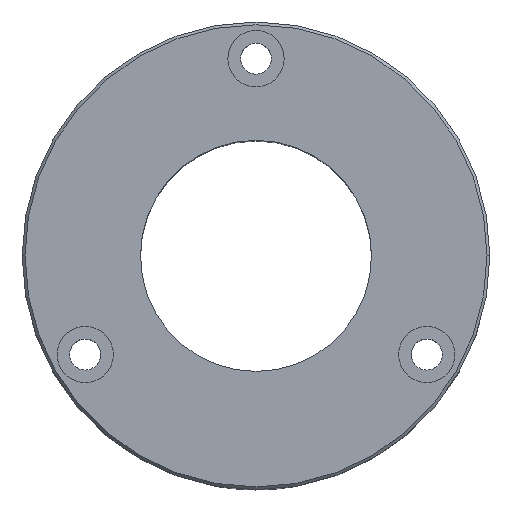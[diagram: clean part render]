
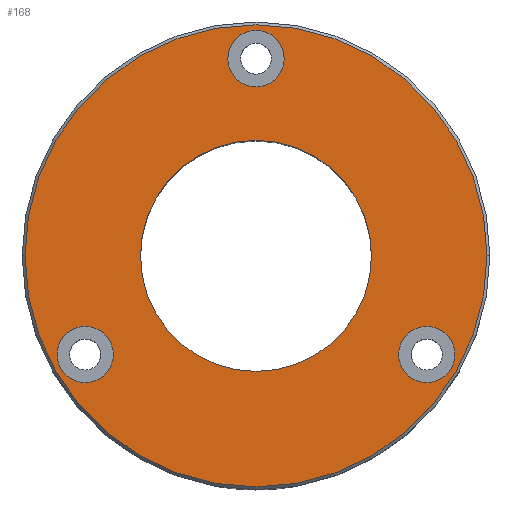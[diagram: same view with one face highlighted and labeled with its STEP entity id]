
A CAD part, top view. The second image highlights one B-rep face of the part: STEP entity #168.
In plain terms, the highlighted planar face has unit normal (0, 0, 1).
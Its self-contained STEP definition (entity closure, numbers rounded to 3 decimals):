
#20 = DIRECTION ( 'NONE',  ( 1., 0., 0. ) ) ;
#34 = DIRECTION ( 'NONE',  ( -1., 0., 0. ) ) ;
#47 = VERTEX_POINT ( 'NONE', #651 ) ;
#50 = EDGE_CURVE ( 'NONE', #47, #700, #1192, .T. ) ;
#62 = AXIS2_PLACEMENT_3D ( 'NONE', #245, #1030, #1120 ) ;
#74 = FACE_OUTER_BOUND ( 'NONE', #768, .T. ) ;
#93 = DIRECTION ( 'NONE',  ( 1., 0., 0. ) ) ;
#107 = VERTEX_POINT ( 'NONE', #852 ) ;
#117 = CARTESIAN_POINT ( 'NONE',  ( 35.311, -17.5, 0. ) ) ;
#118 = ORIENTED_EDGE ( 'NONE', *, *, #50, .T. ) ;
#147 = EDGE_LOOP ( 'NONE', ( #1111, #665 ) ) ;
#168 = ADVANCED_FACE ( 'NONE', ( #935, #673, #196, #758, #74 ), #1045, .T. ) ;
#172 = DIRECTION ( 'NONE',  ( 1., 0., 0. ) ) ;
#179 = CARTESIAN_POINT ( 'NONE',  ( 41., 0., 0. ) ) ;
#196 = FACE_BOUND ( 'NONE', #988, .T. ) ;
#201 = VERTEX_POINT ( 'NONE', #788 ) ;
#210 = AXIS2_PLACEMENT_3D ( 'NONE', #706, #823, #34 ) ;
#220 = EDGE_CURVE ( 'NONE', #1024, #724, #557, .T. ) ;
#228 = CARTESIAN_POINT ( 'NONE',  ( 0., 0., 0. ) ) ;
#229 = CIRCLE ( 'NONE', #1252, 5. ) ;
#231 = EDGE_LOOP ( 'NONE', ( #876, #979 ) ) ;
#233 = DIRECTION ( 'NONE',  ( 1., 0., 0. ) ) ;
#245 = CARTESIAN_POINT ( 'NONE',  ( 0., 0., 0. ) ) ;
#255 = CARTESIAN_POINT ( 'NONE',  ( 20.5, 0., 0. ) ) ;
#282 = EDGE_CURVE ( 'NONE', #567, #201, #229, .T. ) ;
#304 = DIRECTION ( 'NONE',  ( 1., 0., 0. ) ) ;
#329 = CIRCLE ( 'NONE', #816, 5. ) ;
#345 = CARTESIAN_POINT ( 'NONE',  ( 0., 35., 0. ) ) ;
#347 = DIRECTION ( 'NONE',  ( 0., 0., 1. ) ) ;
#371 = AXIS2_PLACEMENT_3D ( 'NONE', #345, #1083, #417 ) ;
#376 = AXIS2_PLACEMENT_3D ( 'NONE', #905, #347, #1108 ) ;
#384 = CARTESIAN_POINT ( 'NONE',  ( 0., 0., 0. ) ) ;
#391 = AXIS2_PLACEMENT_3D ( 'NONE', #384, #1149, #1220 ) ;
#393 = CARTESIAN_POINT ( 'NONE',  ( 25.311, -17.5, 0. ) ) ;
#417 = DIRECTION ( 'NONE',  ( 1., 0., 0. ) ) ;
#421 = DIRECTION ( 'NONE',  ( 0., 0., -1. ) ) ;
#442 = VERTEX_POINT ( 'NONE', #941 ) ;
#502 = CARTESIAN_POINT ( 'NONE',  ( 5., 35., 0. ) ) ;
#508 = DIRECTION ( 'NONE',  ( 0., 0., 1. ) ) ;
#544 = CARTESIAN_POINT ( 'NONE',  ( 0., 35., 0. ) ) ;
#557 = CIRCLE ( 'NONE', #1148, 5. ) ;
#567 = VERTEX_POINT ( 'NONE', #502 ) ;
#571 = EDGE_CURVE ( 'NONE', #647, #107, #1029, .T. ) ;
#576 = EDGE_CURVE ( 'NONE', #201, #567, #1094, .T. ) ;
#647 = VERTEX_POINT ( 'NONE', #255 ) ;
#651 = CARTESIAN_POINT ( 'NONE',  ( -41., 0., 0. ) ) ;
#665 = ORIENTED_EDGE ( 'NONE', *, *, #571, .T. ) ;
#671 = CARTESIAN_POINT ( 'NONE',  ( 30.311, -17.5, 0. ) ) ;
#673 = FACE_BOUND ( 'NONE', #231, .T. ) ;
#700 = VERTEX_POINT ( 'NONE', #179 ) ;
#706 = CARTESIAN_POINT ( 'NONE',  ( 0., 0., 0. ) ) ;
#715 = AXIS2_PLACEMENT_3D ( 'NONE', #228, #421, #806 ) ;
#720 = EDGE_CURVE ( 'NONE', #826, #442, #973, .T. ) ;
#724 = VERTEX_POINT ( 'NONE', #393 ) ;
#758 = FACE_BOUND ( 'NONE', #147, .T. ) ;
#768 = EDGE_LOOP ( 'NONE', ( #118, #966 ) ) ;
#771 = EDGE_LOOP ( 'NONE', ( #777, #1158 ) ) ;
#777 = ORIENTED_EDGE ( 'NONE', *, *, #720, .F. ) ;
#780 = DIRECTION ( 'NONE',  ( 0., 0., 1. ) ) ;
#788 = CARTESIAN_POINT ( 'NONE',  ( -5., 35., 0. ) ) ;
#806 = DIRECTION ( 'NONE',  ( -1., 0., 0. ) ) ;
#816 = AXIS2_PLACEMENT_3D ( 'NONE', #903, #780, #304 ) ;
#823 = DIRECTION ( 'NONE',  ( 0., 0., -1. ) ) ;
#826 = VERTEX_POINT ( 'NONE', #1099 ) ;
#850 = EDGE_CURVE ( 'NONE', #724, #1024, #892, .T. ) ;
#852 = CARTESIAN_POINT ( 'NONE',  ( -20.5, 0., 0. ) ) ;
#856 = CIRCLE ( 'NONE', #62, 41. ) ;
#857 = CARTESIAN_POINT ( 'NONE',  ( -30.311, -17.5, 0. ) ) ;
#876 = ORIENTED_EDGE ( 'NONE', *, *, #220, .F. ) ;
#892 = CIRCLE ( 'NONE', #1035, 5. ) ;
#903 = CARTESIAN_POINT ( 'NONE',  ( -30.311, -17.5, 0. ) ) ;
#905 = CARTESIAN_POINT ( 'NONE',  ( 0., 0., 0. ) ) ;
#933 = ORIENTED_EDGE ( 'NONE', *, *, #282, .F. ) ;
#935 = FACE_BOUND ( 'NONE', #771, .T. ) ;
#941 = CARTESIAN_POINT ( 'NONE',  ( -35.311, -17.5, 0. ) ) ;
#955 = AXIS2_PLACEMENT_3D ( 'NONE', #857, #1140, #93 ) ;
#962 = EDGE_CURVE ( 'NONE', #700, #47, #856, .T. ) ;
#966 = ORIENTED_EDGE ( 'NONE', *, *, #962, .T. ) ;
#973 = CIRCLE ( 'NONE', #955, 5. ) ;
#978 = DIRECTION ( 'NONE',  ( 0., 0., 1. ) ) ;
#979 = ORIENTED_EDGE ( 'NONE', *, *, #850, .F. ) ;
#988 = EDGE_LOOP ( 'NONE', ( #933, #1006 ) ) ;
#1006 = ORIENTED_EDGE ( 'NONE', *, *, #576, .F. ) ;
#1024 = VERTEX_POINT ( 'NONE', #117 ) ;
#1029 = CIRCLE ( 'NONE', #210, 20.5 ) ;
#1030 = DIRECTION ( 'NONE',  ( 0., 0., 1. ) ) ;
#1035 = AXIS2_PLACEMENT_3D ( 'NONE', #671, #1123, #172 ) ;
#1045 = PLANE ( 'NONE',  #391 ) ;
#1053 = CIRCLE ( 'NONE', #715, 20.5 ) ;
#1083 = DIRECTION ( 'NONE',  ( 0., 0., 1. ) ) ;
#1094 = CIRCLE ( 'NONE', #371, 5. ) ;
#1099 = CARTESIAN_POINT ( 'NONE',  ( -25.311, -17.5, 0. ) ) ;
#1108 = DIRECTION ( 'NONE',  ( 1., 0., 0. ) ) ;
#1111 = ORIENTED_EDGE ( 'NONE', *, *, #1174, .T. ) ;
#1120 = DIRECTION ( 'NONE',  ( 1., 0., 0. ) ) ;
#1123 = DIRECTION ( 'NONE',  ( 0., 0., 1. ) ) ;
#1140 = DIRECTION ( 'NONE',  ( 0., 0., 1. ) ) ;
#1148 = AXIS2_PLACEMENT_3D ( 'NONE', #1177, #508, #233 ) ;
#1149 = DIRECTION ( 'NONE',  ( 0., 0., 1. ) ) ;
#1158 = ORIENTED_EDGE ( 'NONE', *, *, #1181, .F. ) ;
#1174 = EDGE_CURVE ( 'NONE', #107, #647, #1053, .T. ) ;
#1177 = CARTESIAN_POINT ( 'NONE',  ( 30.311, -17.5, 0. ) ) ;
#1181 = EDGE_CURVE ( 'NONE', #442, #826, #329, .T. ) ;
#1192 = CIRCLE ( 'NONE', #376, 41. ) ;
#1220 = DIRECTION ( 'NONE',  ( 1., 0., 0. ) ) ;
#1252 = AXIS2_PLACEMENT_3D ( 'NONE', #544, #978, #20 ) ;
